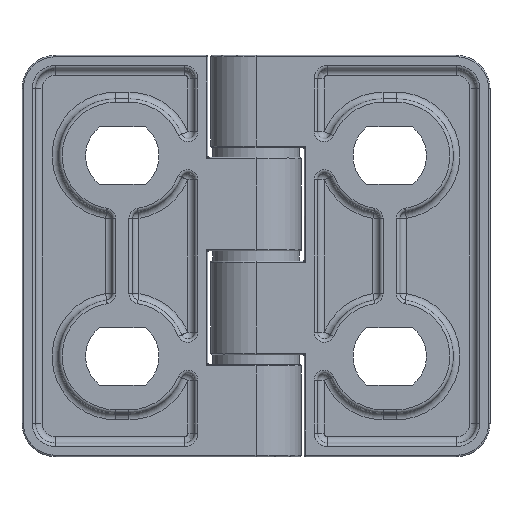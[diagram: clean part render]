
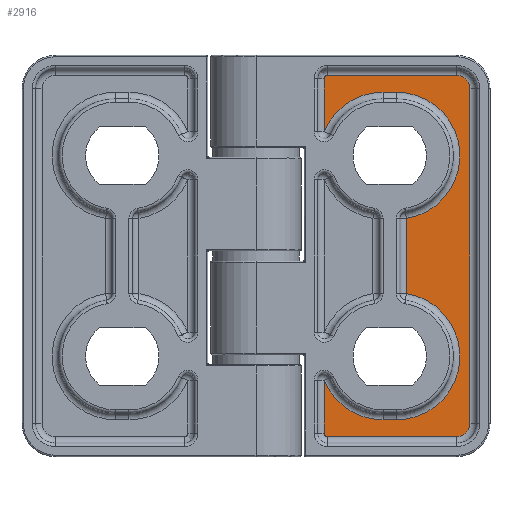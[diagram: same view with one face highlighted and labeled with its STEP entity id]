
A CAD part, front view. The second image highlights one B-rep face of the part: STEP entity #2916.
In plain terms, the highlighted planar face has unit normal (0, -1, 0).
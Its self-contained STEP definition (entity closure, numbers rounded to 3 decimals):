
#119=PLANE('',#3284);
#276=CIRCLE('',#3231,9.5);
#280=CIRCLE('',#3237,9.5);
#284=CIRCLE('',#3243,9.5);
#289=CIRCLE('',#3250,9.5);
#294=CIRCLE('',#3256,0.5);
#296=CIRCLE('',#3259,2.);
#302=CIRCLE('',#3267,2.);
#306=CIRCLE('',#3272,0.5);
#542=FACE_OUTER_BOUND('',#748,.T.);
#748=EDGE_LOOP('',(#2366,#2367,#2368,#2369,#2370,#2371,#2372,#2373,#2374,
#2375,#2376,#2377,#2378,#2379,#2380,#2381));
#971=LINE('',#5113,#1127);
#972=LINE('',#5121,#1128);
#973=LINE('',#5134,#1129);
#974=LINE('',#5141,#1130);
#976=LINE('',#5171,#1132);
#978=LINE('',#5183,#1134);
#980=LINE('',#5202,#1136);
#982=LINE('',#5205,#1138);
#1127=VECTOR('',#4011,2.);
#1128=VECTOR('',#4022,11.238);
#1129=VECTOR('',#4039,2.);
#1130=VECTOR('',#4050,7.921);
#1132=VECTOR('',#4074,50.);
#1134=VECTOR('',#4088,19.3);
#1136=VECTOR('',#4100,7.921);
#1138=VECTOR('',#4104,19.3);
#1339=VERTEX_POINT('',#5105);
#1340=VERTEX_POINT('',#5107);
#1341=VERTEX_POINT('',#5111);
#1342=VERTEX_POINT('',#5115);
#1343=VERTEX_POINT('',#5119);
#1345=VERTEX_POINT('',#5125);
#1346=VERTEX_POINT('',#5127);
#1347=VERTEX_POINT('',#5132);
#1348=VERTEX_POINT('',#5140);
#1349=VERTEX_POINT('',#5152);
#1352=VERTEX_POINT('',#5159);
#1353=VERTEX_POINT('',#5161);
#1355=VERTEX_POINT('',#5167);
#1357=VERTEX_POINT('',#5173);
#1359=VERTEX_POINT('',#5179);
#1361=VERTEX_POINT('',#5193);
#1677=EDGE_CURVE('',#1339,#1340,#276,.T.);
#1680=EDGE_CURVE('',#1340,#1341,#971,.T.);
#1682=EDGE_CURVE('',#1341,#1342,#280,.T.);
#1684=EDGE_CURVE('',#1343,#1339,#972,.T.);
#1687=EDGE_CURVE('',#1345,#1346,#284,.T.);
#1691=EDGE_CURVE('',#1346,#1347,#973,.T.);
#1693=EDGE_CURVE('',#1347,#1343,#289,.T.);
#1695=EDGE_CURVE('',#1342,#1348,#974,.T.);
#1699=EDGE_CURVE('',#1348,#1349,#294,.T.);
#1701=EDGE_CURVE('',#1352,#1353,#296,.T.);
#1706=EDGE_CURVE('',#1353,#1355,#976,.T.);
#1709=EDGE_CURVE('',#1355,#1357,#302,.T.);
#1712=EDGE_CURVE('',#1357,#1359,#978,.T.);
#1715=EDGE_CURVE('',#1359,#1361,#306,.T.);
#1718=EDGE_CURVE('',#1361,#1345,#980,.T.);
#1720=EDGE_CURVE('',#1349,#1352,#982,.T.);
#2366=ORIENTED_EDGE('',*,*,#1701,.F.);
#2367=ORIENTED_EDGE('',*,*,#1720,.F.);
#2368=ORIENTED_EDGE('',*,*,#1699,.F.);
#2369=ORIENTED_EDGE('',*,*,#1695,.F.);
#2370=ORIENTED_EDGE('',*,*,#1682,.F.);
#2371=ORIENTED_EDGE('',*,*,#1680,.F.);
#2372=ORIENTED_EDGE('',*,*,#1677,.F.);
#2373=ORIENTED_EDGE('',*,*,#1684,.F.);
#2374=ORIENTED_EDGE('',*,*,#1693,.F.);
#2375=ORIENTED_EDGE('',*,*,#1691,.F.);
#2376=ORIENTED_EDGE('',*,*,#1687,.F.);
#2377=ORIENTED_EDGE('',*,*,#1718,.F.);
#2378=ORIENTED_EDGE('',*,*,#1715,.F.);
#2379=ORIENTED_EDGE('',*,*,#1712,.F.);
#2380=ORIENTED_EDGE('',*,*,#1709,.F.);
#2381=ORIENTED_EDGE('',*,*,#1706,.F.);
#2916=ADVANCED_FACE('',(#542),#119,.T.);
#3231=AXIS2_PLACEMENT_3D('',#5108,#4003,#4004);
#3237=AXIS2_PLACEMENT_3D('',#5117,#4016,#4017);
#3243=AXIS2_PLACEMENT_3D('',#5128,#4029,#4030);
#3250=AXIS2_PLACEMENT_3D('',#5137,#4044,#4045);
#3256=AXIS2_PLACEMENT_3D('',#5156,#4057,#4058);
#3259=AXIS2_PLACEMENT_3D('',#5162,#4063,#4064);
#3267=AXIS2_PLACEMENT_3D('',#5177,#4081,#4082);
#3272=AXIS2_PLACEMENT_3D('',#5197,#4093,#4094);
#3284=AXIS2_PLACEMENT_3D('',#5217,#4124,#4125);
#4003=DIRECTION('center_axis',(0.,-1.,0.));
#4004=DIRECTION('ref_axis',(0.997,0.,0.079));
#4011=DIRECTION('',(-1.,0.,0.));
#4016=DIRECTION('center_axis',(0.,-1.,0.));
#4017=DIRECTION('ref_axis',(-0.558,0.,0.83));
#4022=DIRECTION('',(0.,0.,1.));
#4029=DIRECTION('center_axis',(0.,-1.,0.));
#4030=DIRECTION('ref_axis',(-0.558,0.,-0.83));
#4039=DIRECTION('',(1.,0.,0.));
#4044=DIRECTION('center_axis',(0.,-1.,0.));
#4045=DIRECTION('ref_axis',(0.997,0.,-0.079));
#4050=DIRECTION('',(0.,0.,1.));
#4057=DIRECTION('center_axis',(0.,1.,0.));
#4058=DIRECTION('ref_axis',(-0.707,0.,0.707));
#4063=DIRECTION('center_axis',(0.,1.,0.));
#4064=DIRECTION('ref_axis',(0.707,0.,0.707));
#4074=DIRECTION('',(0.,0.,-1.));
#4081=DIRECTION('center_axis',(0.,1.,0.));
#4082=DIRECTION('ref_axis',(0.707,0.,-0.707));
#4088=DIRECTION('',(-1.,0.,0.));
#4093=DIRECTION('center_axis',(0.,1.,0.));
#4094=DIRECTION('ref_axis',(-0.707,0.,-0.707));
#4100=DIRECTION('',(0.,0.,1.));
#4104=DIRECTION('',(1.,0.,0.));
#4124=DIRECTION('center_axis',(0.,-1.,0.));
#4125=DIRECTION('ref_axis',(0.,0.,-1.));
#5105=CARTESIAN_POINT('',(22.5,-4.75,5.619));
#5107=CARTESIAN_POINT('',(21.,-4.75,24.5));
#5108=CARTESIAN_POINT('Origin',(21.,-4.75,15.));
#5111=CARTESIAN_POINT('',(19.,-4.75,24.5));
#5113=CARTESIAN_POINT('',(21.05,-4.75,24.5));
#5115=CARTESIAN_POINT('',(10.2,-4.75,18.579));
#5117=CARTESIAN_POINT('Origin',(19.,-4.75,15.));
#5119=CARTESIAN_POINT('',(22.5,-4.75,-5.619));
#5121=CARTESIAN_POINT('',(22.5,-4.75,-3.257));
#5125=CARTESIAN_POINT('',(10.2,-4.75,-18.579));
#5127=CARTESIAN_POINT('',(19.,-4.75,-24.5));
#5128=CARTESIAN_POINT('Origin',(19.,-4.75,-15.));
#5132=CARTESIAN_POINT('',(21.,-4.75,-24.5));
#5134=CARTESIAN_POINT('',(20.05,-4.75,-24.5));
#5137=CARTESIAN_POINT('Origin',(21.,-4.75,-15.));
#5140=CARTESIAN_POINT('',(10.2,-4.75,26.5));
#5141=CARTESIAN_POINT('',(10.2,-4.75,8.25));
#5152=CARTESIAN_POINT('',(10.7,-4.75,27.));
#5156=CARTESIAN_POINT('Origin',(10.7,-4.75,26.5));
#5159=CARTESIAN_POINT('',(30.,-4.75,27.));
#5161=CARTESIAN_POINT('',(32.,-4.75,25.));
#5162=CARTESIAN_POINT('Origin',(30.,-4.75,25.));
#5167=CARTESIAN_POINT('',(32.,-4.75,-25.));
#5171=CARTESIAN_POINT('',(32.,-4.75,12.5));
#5173=CARTESIAN_POINT('',(30.,-4.75,-27.));
#5177=CARTESIAN_POINT('Origin',(30.,-4.75,-25.));
#5179=CARTESIAN_POINT('',(10.7,-4.75,-27.));
#5183=CARTESIAN_POINT('',(25.55,-4.75,-27.));
#5193=CARTESIAN_POINT('',(10.2,-4.75,-26.5));
#5197=CARTESIAN_POINT('Origin',(10.7,-4.75,-26.5));
#5202=CARTESIAN_POINT('',(10.2,-4.75,-13.25));
#5205=CARTESIAN_POINT('',(15.9,-4.75,27.));
#5217=CARTESIAN_POINT('Origin',(21.1,-4.75,0.));
